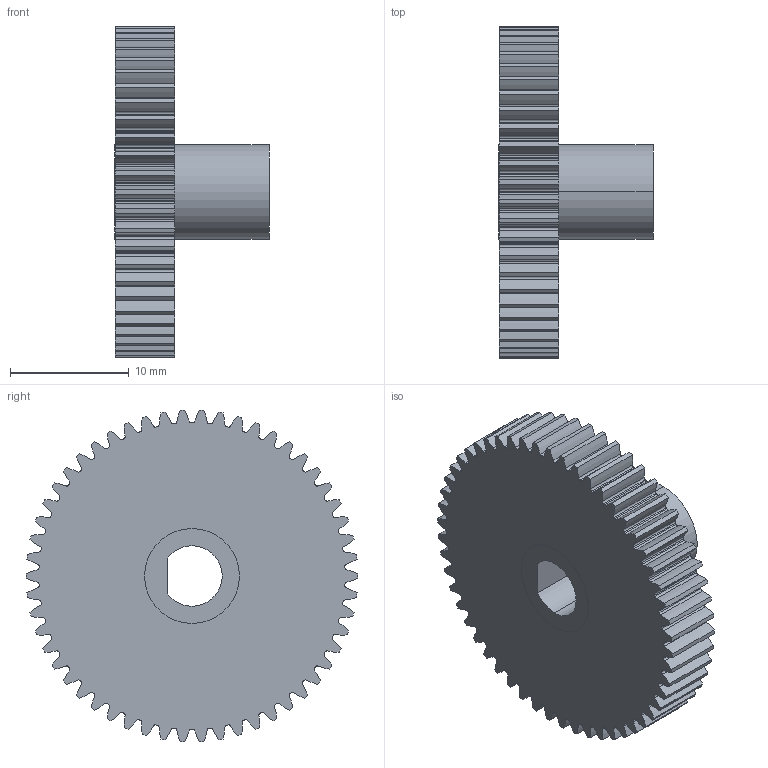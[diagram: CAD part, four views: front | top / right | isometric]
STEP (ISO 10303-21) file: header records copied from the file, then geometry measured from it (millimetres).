
FILE_DESCRIPTION (( 'STEP AP214' ), '1' );
FILE_NAME ('SI_sdpsi_s12a05m054n0310 cut.STEP', '2023-04-04T20:30:09', ( '' ), ( '' ), 'SwSTEP 2.0', 'SolidWorks 2023', '' );
FILE_SCHEMA (( 'AUTOMOTIVE_DESIGN' ));
Length unit declared in the file: millimetre
Products named in the file (1): SI_sdpsi_s12a05m054n0310 cut
Bounding box: 13 x 28 x 27.97 mm (x, y, z)
Volume: 3003.8 mm3; surface area: 2322 mm2
Topology: 1 solids, 1 shells, 337 faces, 999 edges, 666 vertices
Faces by surface type: cylinder 224, bspline 108, plane 5
Entity records: 14100 total; most frequent: CARTESIAN_POINT 5351, ORIENTED_EDGE 1998, DIRECTION 1691, EDGE_CURVE 999, AXIS2_PLACEMENT_3D 678, VERTEX_POINT 666, CIRCLE 448, EDGE_LOOP 341
